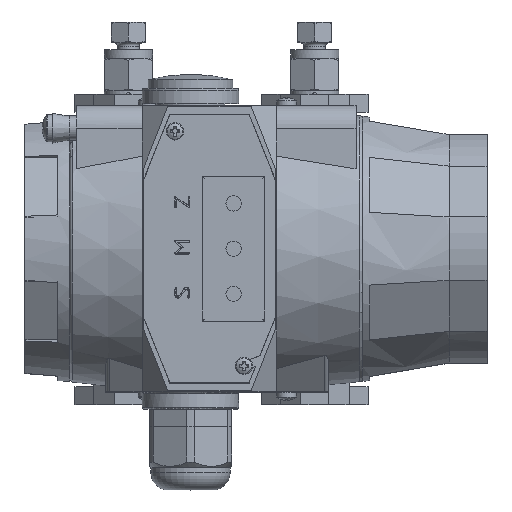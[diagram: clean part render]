
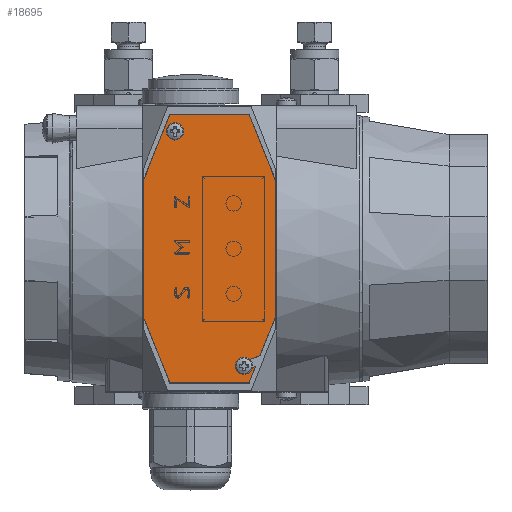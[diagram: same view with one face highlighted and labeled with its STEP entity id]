
A CAD part, top view. The second image highlights one B-rep face of the part: STEP entity #18695.
In plain terms, the highlighted planar face has unit normal (0, 0, 1).
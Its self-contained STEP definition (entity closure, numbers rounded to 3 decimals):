
#18695=ADVANCED_FACE('',(#44244,#44246),#44248,.T.);
#44244=FACE_BOUND('',#44245,.T.);
#44245=EDGE_LOOP('',(#56248,#56249,#56250,#56251,#56252,#56253,#56254,#56255,#56256,
#56257,#56258,#56259,#56260,#56261));
#44246=FACE_BOUND('',#44247,.T.);
#44247=EDGE_LOOP('',(#56262));
#44248=PLANE('',#44249);
#44249=AXIS2_PLACEMENT_3D('',#44250,#44251,#44252);
#44250=CARTESIAN_POINT('',(0.,0.,0.5));
#44251=DIRECTION('',(0.,0.,1.));
#44252=DIRECTION('',(-1.,0.,0.));
#56248=ORIENTED_EDGE('',*,*,#62608,.F.);
#56249=ORIENTED_EDGE('',*,*,#62609,.T.);
#56250=ORIENTED_EDGE('',*,*,#62610,.T.);
#56251=ORIENTED_EDGE('',*,*,#62611,.T.);
#56252=ORIENTED_EDGE('',*,*,#62612,.T.);
#56253=ORIENTED_EDGE('',*,*,#62613,.T.);
#56254=ORIENTED_EDGE('',*,*,#62614,.T.);
#56255=ORIENTED_EDGE('',*,*,#62615,.T.);
#56256=ORIENTED_EDGE('',*,*,#62616,.T.);
#56257=ORIENTED_EDGE('',*,*,#62617,.T.);
#56258=ORIENTED_EDGE('',*,*,#62618,.T.);
#56259=ORIENTED_EDGE('',*,*,#62619,.F.);
#56260=ORIENTED_EDGE('',*,*,#62620,.T.);
#56261=ORIENTED_EDGE('',*,*,#62621,.T.);
#56262=ORIENTED_EDGE('',*,*,#62622,.T.);
#62608=EDGE_CURVE('',#70396,#70397,#70398,.F.);
#62609=EDGE_CURVE('',#70396,#70399,#70400,.F.);
#62610=EDGE_CURVE('',#70399,#70401,#70402,.T.);
#62611=EDGE_CURVE('',#70401,#70403,#70404,.T.);
#62612=EDGE_CURVE('',#70403,#70405,#70406,.T.);
#62613=EDGE_CURVE('',#70405,#70407,#70408,.T.);
#62614=EDGE_CURVE('',#70407,#70409,#70410,.T.);
#62615=EDGE_CURVE('',#70409,#70411,#70412,.T.);
#62616=EDGE_CURVE('',#70411,#70413,#70414,.T.);
#62617=EDGE_CURVE('',#70413,#70415,#70416,.T.);
#62618=EDGE_CURVE('',#70415,#70417,#70418,.T.);
#62619=EDGE_CURVE('',#70419,#70417,#70420,.F.);
#62620=EDGE_CURVE('',#70419,#70421,#70422,.F.);
#62621=EDGE_CURVE('',#70421,#70397,#70423,.F.);
#62622=EDGE_CURVE('',#70424,#70424,#70425,.F.);
#70396=VERTEX_POINT('',#95135);
#70397=VERTEX_POINT('',#95136);
#70398=CIRCLE('',#95137,0.1);
#70399=VERTEX_POINT('',#95141);
#70400=LINE('',#95142,#95143);
#70401=VERTEX_POINT('',#95145);
#70402=LINE('',#95146,#95147);
#70403=VERTEX_POINT('',#95149);
#70404=LINE('',#95150,#95151);
#70405=VERTEX_POINT('',#95153);
#70406=LINE('',#95154,#95155);
#70407=VERTEX_POINT('',#95157);
#70408=LINE('',#95158,#95159);
#70409=VERTEX_POINT('',#95161);
#70410=LINE('',#95162,#95163);
#70411=VERTEX_POINT('',#95165);
#70412=LINE('',#95166,#95167);
#70413=VERTEX_POINT('',#95169);
#70414=LINE('',#95170,#95171);
#70415=VERTEX_POINT('',#95173);
#70416=LINE('',#95174,#95175);
#70417=VERTEX_POINT('',#95177);
#70418=LINE('',#95178,#95179);
#70419=VERTEX_POINT('',#95181);
#70420=CIRCLE('',#95182,0.05);
#70421=VERTEX_POINT('',#95186);
#70422=LINE('',#95187,#95188);
#70423=CIRCLE('',#95190,1.5);
#70424=VERTEX_POINT('',#95194);
#70425=CIRCLE('',#95195,1.5);
#95135=CARTESIAN_POINT('',(72.242,-10.823,0.5));
#95136=CARTESIAN_POINT('',(72.392,-10.871,0.5));
#95137=AXIS2_PLACEMENT_3D('',#95138,#95139,#95140);
#95138=CARTESIAN_POINT('',(72.336,-10.789,0.5));
#95139=DIRECTION('',(0.,0.,-1.));
#95140=DIRECTION('',(0.565,-0.825,0.));
#95141=CARTESIAN_POINT('',(70.081,-4.886,0.5));
#95142=CARTESIAN_POINT('',(70.081,-4.886,0.5));
#95143=VECTOR('',#95144,1.);
#95144=DIRECTION('',(0.342,-0.94,0.));
#95145=CARTESIAN_POINT('',(57.99,-0.05,0.5));
#95146=CARTESIAN_POINT('',(70.081,-4.886,0.5));
#95147=VECTOR('',#95148,1.);
#95148=DIRECTION('',(-0.928,0.371,0.));
#95149=CARTESIAN_POINT('',(20.01,-0.05,0.5));
#95150=CARTESIAN_POINT('',(57.99,-0.05,0.5));
#95151=VECTOR('',#95152,1.);
#95152=DIRECTION('',(-1.,0.,0.));
#95153=CARTESIAN_POINT('',(0.05,-8.034,0.5));
#95154=CARTESIAN_POINT('',(20.01,-0.05,0.5));
#95155=VECTOR('',#95156,1.);
#95156=DIRECTION('',(-0.928,-0.371,0.));
#95157=CARTESIAN_POINT('',(0.05,-30.966,0.5));
#95158=CARTESIAN_POINT('',(0.05,-8.034,0.5));
#95159=VECTOR('',#95160,1.);
#95160=DIRECTION('',(0.,-1.,0.));
#95161=CARTESIAN_POINT('',(20.01,-38.95,0.5));
#95162=CARTESIAN_POINT('',(0.05,-30.966,0.5));
#95163=VECTOR('',#95164,1.);
#95164=DIRECTION('',(0.928,-0.371,0.));
#95165=CARTESIAN_POINT('',(57.99,-38.95,0.5));
#95166=CARTESIAN_POINT('',(20.01,-38.95,0.5));
#95167=VECTOR('',#95168,1.);
#95168=DIRECTION('',(1.,0.,0.));
#95169=CARTESIAN_POINT('',(77.95,-30.966,0.5));
#95170=CARTESIAN_POINT('',(57.99,-38.95,0.5));
#95171=VECTOR('',#95172,1.);
#95172=DIRECTION('',(0.928,0.371,0.));
#95173=CARTESIAN_POINT('',(77.95,-8.034,0.5));
#95174=CARTESIAN_POINT('',(77.95,-30.966,0.5));
#95175=VECTOR('',#95176,1.);
#95176=DIRECTION('',(0.,1.,0.));
#95177=CARTESIAN_POINT('',(73.188,-6.129,0.5));
#95178=CARTESIAN_POINT('',(77.95,-8.034,0.5));
#95179=VECTOR('',#95180,1.);
#95180=DIRECTION('',(-0.928,0.371,0.));
#95181=CARTESIAN_POINT('',(73.188,-6.165,0.5));
#95182=AXIS2_PLACEMENT_3D('',#95183,#95184,#95185);
#95183=CARTESIAN_POINT('',(73.235,-6.148,0.5));
#95184=DIRECTION('',(0.,0.,1.));
#95185=DIRECTION('',(-0.928,0.371,0.));
#95186=CARTESIAN_POINT('',(74.483,-9.724,0.5));
#95187=CARTESIAN_POINT('',(74.483,-9.724,0.5));
#95188=VECTOR('',#95189,1.);
#95189=DIRECTION('',(-0.342,0.94,0.));
#95190=AXIS2_PLACEMENT_3D('',#95191,#95192,#95193);
#95191=CARTESIAN_POINT('',(73.,-9.5,0.5));
#95192=DIRECTION('',(0.,0.,1.));
#95193=DIRECTION('',(-0.405,-0.914,0.));
#95194=CARTESIAN_POINT('',(3.5,-29.5,0.5));
#95195=AXIS2_PLACEMENT_3D('',#95196,#95197,#95198);
#95196=CARTESIAN_POINT('',(5.,-29.5,0.5));
#95197=DIRECTION('',(0.,0.,1.));
#95198=DIRECTION('',(-1.,0.,0.));
